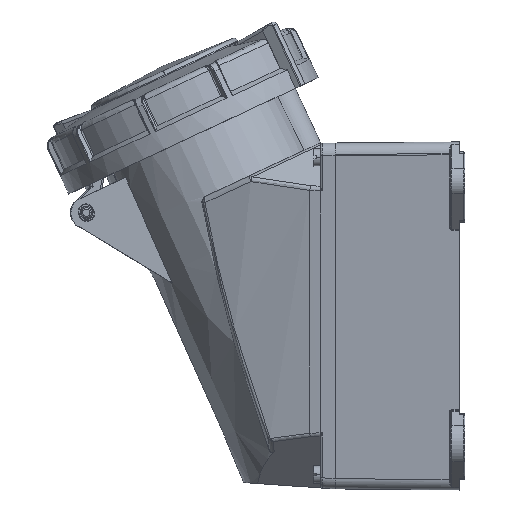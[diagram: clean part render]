
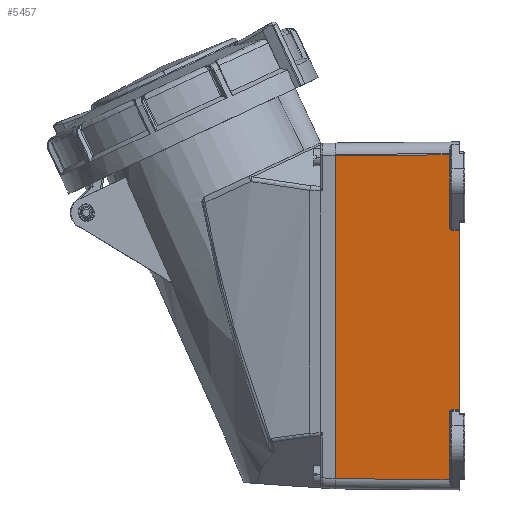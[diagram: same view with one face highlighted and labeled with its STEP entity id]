
A CAD part, left-side view. The second image highlights one B-rep face of the part: STEP entity #5457.
In plain terms, the highlighted face is planar.
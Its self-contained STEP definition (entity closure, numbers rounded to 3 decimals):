
#483 = CARTESIAN_POINT ( 'NONE',  ( -34.533, 1842.52, 2.707 ) ) ;
#634 = EDGE_CURVE ( 'NONE', #2225, #11009, #13662, .T. ) ;
#831 = LINE ( 'NONE', #4150, #41446 ) ;
#1146 = CARTESIAN_POINT ( 'NONE',  ( -34.561, 1842.547, 0. ) ) ;
#1325 = VERTEX_POINT ( 'NONE', #31905 ) ;
#2225 = VERTEX_POINT ( 'NONE', #24652 ) ;
#3136 = CARTESIAN_POINT ( 'NONE',  ( -60.66, 1845.398, 3.496 ) ) ;
#4071 = CARTESIAN_POINT ( 'NONE',  ( -34.535, 1842.522, 2.496 ) ) ;
#4150 = CARTESIAN_POINT ( 'NONE',  ( -34.561, 1842.547, 0. ) ) ;
#4221 = VECTOR ( 'NONE', #30398, 1000. ) ;
#5457 = ADVANCED_FACE ( 'NONE', ( #51951 ), #44825, .T. ) ;
#5781 = CARTESIAN_POINT ( 'NONE',  ( 52.029, 1832.955, 3.496 ) ) ;
#6030 = ORIENTED_EDGE ( 'NONE', *, *, #26636, .T. ) ;
#6317 = CARTESIAN_POINT ( 'NONE',  ( 28.548, 1835.548, 3.422 ) ) ;
#6562 = LINE ( 'NONE', #23327, #27772 ) ;
#6790 = DIRECTION ( 'NONE',  ( 0.994, -0.11, 0. ) ) ;
#9416 = EDGE_CURVE ( 'NONE', #46284, #2225, #831, .T. ) ;
#9918 = EDGE_CURVE ( 'NONE', #16784, #26360, #35129, .T. ) ;
#10421 = CARTESIAN_POINT ( 'NONE',  ( 27.823, 1835.637, 2.496 ) ) ;
#10519 = CARTESIAN_POINT ( 'NONE',  ( -0.513, 1838.41, 43.004 ) ) ;
#11009 = VERTEX_POINT ( 'NONE', #40106 ) ;
#11074 = DIRECTION ( 'NONE',  ( 0.079, 0., -0.997 ) ) ;
#11237 = CARTESIAN_POINT ( 'NONE',  ( 28.045, 1835.607, 3.085 ) ) ;
#11516 = VECTOR ( 'NONE', #46258, 1000. ) ;
#11764 = CARTESIAN_POINT ( 'NONE',  ( -60.316, 1845.013, 43. ) ) ;
#12651 = DIRECTION ( 'NONE',  ( 0.994, -0.11, 0. ) ) ;
#13098 = CARTESIAN_POINT ( 'NONE',  ( -35.626, 1842.634, 3.495 ) ) ;
#13662 = LINE ( 'NONE', #34518, #4221 ) ;
#14551 = CARTESIAN_POINT ( 'NONE',  ( 28.443, 1835.56, 3.381 ) ) ;
#15895 = VECTOR ( 'NONE', #42846, 1000. ) ;
#16784 = VERTEX_POINT ( 'NONE', #3136 ) ;
#16914 = ORIENTED_EDGE ( 'NONE', *, *, #31421, .T. ) ;
#17889 = CARTESIAN_POINT ( 'NONE',  ( -60.66, 1845.398, 3.496 ) ) ;
#18501 = VERTEX_POINT ( 'NONE', #5781 ) ;
#18659 = VECTOR ( 'NONE', #47767, 1000. ) ;
#19012 = CARTESIAN_POINT ( 'NONE',  ( 51.685, 1832.646, 43. ) ) ;
#19121 = VECTOR ( 'NONE', #6790, 1000. ) ;
#19508 = CARTESIAN_POINT ( 'NONE',  ( 28.258, 1835.582, 3.27 ) ) ;
#20231 = CARTESIAN_POINT ( 'NONE',  ( -60.66, 1845.398, 3.496 ) ) ;
#20266 = CARTESIAN_POINT ( 'NONE',  ( 28.974, 1835.501, 3.496 ) ) ;
#20454 = B_SPLINE_CURVE_WITH_KNOTS ( 'NONE', 3,
 ( #23903, #48564, #39813, #43634, #27714, #6317, #40624, #14551, #40347, #19508, #36213, #48833, #11237, #52125, #27984, #31280, #10421 ),
 .UNSPECIFIED., .F., .F.,
 ( 4, 1, 1, 2, 2, 1, 2, 2, 2, 4 ),
 ( 0., 0.125, 0.188, 0.219, 0.25, 0.375, 0.438, 0.5, 0.75, 1. ),
 .UNSPECIFIED. ) ;
#20553 = EDGE_CURVE ( 'NONE', #46284, #1325, #25608, .T. ) ;
#21161 = B_SPLINE_CURVE_WITH_KNOTS ( 'NONE', 3,
 ( #4071, #483, #33955, #46587, #13098, #38350 ),
 .UNSPECIFIED., .F., .F.,
 ( 4, 2, 4 ),
 ( 0., 0.5, 1. ),
 .UNSPECIFIED. ) ;
#21547 = AXIS2_PLACEMENT_3D ( 'NONE', #10519, #36307, #11074 ) ;
#21865 = EDGE_LOOP ( 'NONE', ( #28858, #33816, #50576, #6030, #37294, #16914, #48459, #45550, #47354, #50257 ) ) ;
#23201 = CARTESIAN_POINT ( 'NONE',  ( -36.176, 1842.694, 3.496 ) ) ;
#23327 = CARTESIAN_POINT ( 'NONE',  ( 28.974, 1835.501, 3.496 ) ) ;
#23903 = CARTESIAN_POINT ( 'NONE',  ( 28.974, 1835.501, 3.496 ) ) ;
#24652 = CARTESIAN_POINT ( 'NONE',  ( 27.836, 1835.657, 0. ) ) ;
#25608 = LINE ( 'NONE', #1146, #46351 ) ;
#26360 = VERTEX_POINT ( 'NONE', #11764 ) ;
#26636 = EDGE_CURVE ( 'NONE', #40299, #18501, #33354, .T. ) ;
#26929 = CARTESIAN_POINT ( 'NONE',  ( 51.685, 1832.646, 43. ) ) ;
#27714 = CARTESIAN_POINT ( 'NONE',  ( 28.585, 1835.544, 3.435 ) ) ;
#27772 = VECTOR ( 'NONE', #40050, 1000. ) ;
#27984 = CARTESIAN_POINT ( 'NONE',  ( 27.853, 1835.631, 2.744 ) ) ;
#28858 = ORIENTED_EDGE ( 'NONE', *, *, #50410, .F. ) ;
#30398 = DIRECTION ( 'NONE',  ( -0.005, -0.008, 1. ) ) ;
#31280 = CARTESIAN_POINT ( 'NONE',  ( 27.824, 1835.635, 2.622 ) ) ;
#31421 = EDGE_CURVE ( 'NONE', #46419, #11009, #20454, .T. ) ;
#31905 = CARTESIAN_POINT ( 'NONE',  ( -34.535, 1842.522, 2.496 ) ) ;
#33354 = LINE ( 'NONE', #49561, #11516 ) ;
#33541 = DIRECTION ( 'NONE',  ( 0.011, -0.01, 1. ) ) ;
#33712 = EDGE_CURVE ( 'NONE', #40299, #26360, #43384, .T. ) ;
#33816 = ORIENTED_EDGE ( 'NONE', *, *, #9918, .T. ) ;
#33955 = CARTESIAN_POINT ( 'NONE',  ( -34.641, 1842.53, 2.94 ) ) ;
#34518 = CARTESIAN_POINT ( 'NONE',  ( 27.836, 1835.657, 0. ) ) ;
#35129 = LINE ( 'NONE', #17889, #18659 ) ;
#36144 = LINE ( 'NONE', #20231, #19121 ) ;
#36213 = CARTESIAN_POINT ( 'NONE',  ( 28.201, 1835.588, 3.227 ) ) ;
#36307 = DIRECTION ( 'NONE',  ( 0.11, 0.994, 0.009 ) ) ;
#37294 = ORIENTED_EDGE ( 'NONE', *, *, #47406, .F. ) ;
#37883 = VERTEX_POINT ( 'NONE', #23201 ) ;
#38350 = CARTESIAN_POINT ( 'NONE',  ( -36.176, 1842.694, 3.496 ) ) ;
#38552 = EDGE_CURVE ( 'NONE', #1325, #37883, #21161, .T. ) ;
#39813 = CARTESIAN_POINT ( 'NONE',  ( 28.775, 1835.523, 3.485 ) ) ;
#40050 = DIRECTION ( 'NONE',  ( 0.994, -0.11, 0. ) ) ;
#40106 = CARTESIAN_POINT ( 'NONE',  ( 27.823, 1835.637, 2.496 ) ) ;
#40299 = VERTEX_POINT ( 'NONE', #19012 ) ;
#40347 = CARTESIAN_POINT ( 'NONE',  ( 28.347, 1835.571, 3.332 ) ) ;
#40624 = CARTESIAN_POINT ( 'NONE',  ( 28.528, 1835.551, 3.414 ) ) ;
#41446 = VECTOR ( 'NONE', #12651, 1000. ) ;
#42846 = DIRECTION ( 'NONE',  ( -0.994, 0.11, 0. ) ) ;
#43384 = LINE ( 'NONE', #26929, #15895 ) ;
#43599 = CARTESIAN_POINT ( 'NONE',  ( -34.561, 1842.547, 0. ) ) ;
#43634 = CARTESIAN_POINT ( 'NONE',  ( 28.641, 1835.538, 3.453 ) ) ;
#44825 = PLANE ( 'NONE',  #21547 ) ;
#45550 = ORIENTED_EDGE ( 'NONE', *, *, #9416, .F. ) ;
#46258 = DIRECTION ( 'NONE',  ( 0.009, 0.008, -1. ) ) ;
#46284 = VERTEX_POINT ( 'NONE', #43599 ) ;
#46351 = VECTOR ( 'NONE', #33541, 1000. ) ;
#46419 = VERTEX_POINT ( 'NONE', #20266 ) ;
#46587 = CARTESIAN_POINT ( 'NONE',  ( -35.19, 1842.587, 3.339 ) ) ;
#47354 = ORIENTED_EDGE ( 'NONE', *, *, #20553, .T. ) ;
#47406 = EDGE_CURVE ( 'NONE', #46419, #18501, #6562, .T. ) ;
#47767 = DIRECTION ( 'NONE',  ( 0.009, -0.01, 1. ) ) ;
#48459 = ORIENTED_EDGE ( 'NONE', *, *, #634, .F. ) ;
#48564 = CARTESIAN_POINT ( 'NONE',  ( 28.893, 1835.51, 3.496 ) ) ;
#48833 = CARTESIAN_POINT ( 'NONE',  ( 28.172, 1835.592, 3.202 ) ) ;
#49561 = CARTESIAN_POINT ( 'NONE',  ( 51.685, 1832.646, 43. ) ) ;
#50257 = ORIENTED_EDGE ( 'NONE', *, *, #38552, .T. ) ;
#50410 = EDGE_CURVE ( 'NONE', #16784, #37883, #36144, .T. ) ;
#50576 = ORIENTED_EDGE ( 'NONE', *, *, #33712, .F. ) ;
#51951 = FACE_OUTER_BOUND ( 'NONE', #21865, .T. ) ;
#52125 = CARTESIAN_POINT ( 'NONE',  ( 27.965, 1835.617, 2.978 ) ) ;
